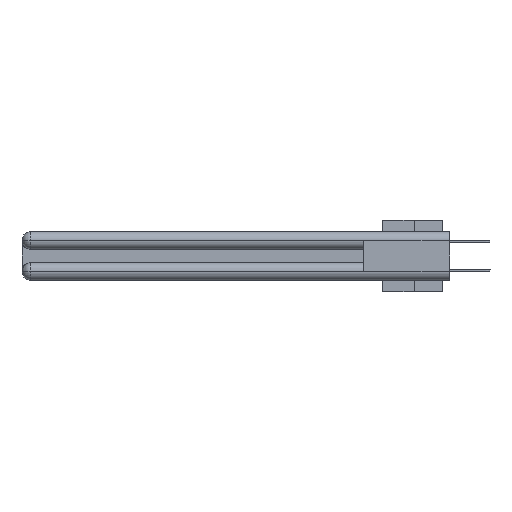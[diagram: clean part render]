
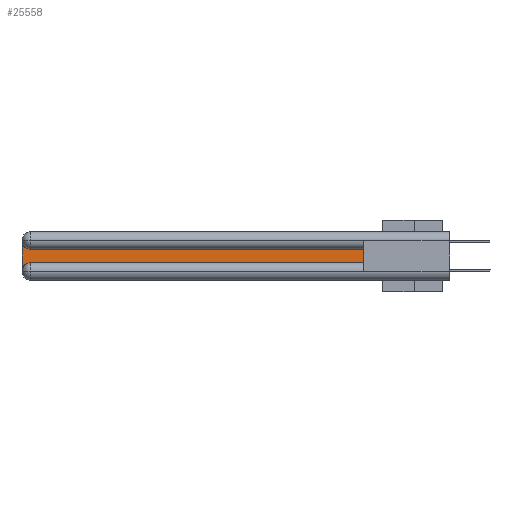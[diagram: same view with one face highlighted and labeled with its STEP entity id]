
A CAD part, left-side view. The second image highlights one B-rep face of the part: STEP entity #25558.
In plain terms, the highlighted planar face has unit normal (-1, 0, 0).
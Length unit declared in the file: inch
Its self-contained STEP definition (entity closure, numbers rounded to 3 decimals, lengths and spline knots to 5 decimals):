
#41 = ORIENTED_EDGE ( 'NONE', *, *, #4052, .T. ) ;
#580 = DIRECTION ( 'NONE',  ( 0., 1., 0. ) ) ;
#794 = LINE ( 'NONE', #20452, #26619 ) ;
#1233 = EDGE_CURVE ( 'NONE', #21123, #29401, #30403, .T. ) ;
#1848 = DIRECTION ( 'NONE',  ( 0., -1., 0. ) ) ;
#1849 = LINE ( 'NONE', #16093, #18234 ) ;
#2523 = DIRECTION ( 'NONE',  ( 0., 0., -1. ) ) ;
#2531 = EDGE_CURVE ( 'NONE', #28949, #28853, #1849, .T. ) ;
#4052 = EDGE_CURVE ( 'NONE', #28853, #12395, #4107, .T. ) ;
#4107 = CIRCLE ( 'NONE', #21650, 0.06 ) ;
#4591 = DIRECTION ( 'NONE',  ( 0., 0., -1. ) ) ;
#4991 = FACE_OUTER_BOUND ( 'NONE', #13263, .T. ) ;
#5230 = CARTESIAN_POINT ( 'NONE',  ( 0.075, 2.94, -0.0625 ) ) ;
#6116 = CARTESIAN_POINT ( 'NONE',  ( 0.075, 0.6, -0.2175 ) ) ;
#7245 = LINE ( 'NONE', #21823, #23295 ) ;
#7643 = DIRECTION ( 'NONE',  ( 1., 0., 0. ) ) ;
#9001 = AXIS2_PLACEMENT_3D ( 'NONE', #5230, #7643, #2523 ) ;
#10186 = CARTESIAN_POINT ( 'NONE',  ( 0.075, 3., -0.0625 ) ) ;
#11392 = AXIS2_PLACEMENT_3D ( 'NONE', #32163, #14496, #32073 ) ;
#11869 = EDGE_CURVE ( 'NONE', #20371, #28949, #15111, .T. ) ;
#12108 = CARTESIAN_POINT ( 'NONE',  ( 0.075, 2.94, -0.2775 ) ) ;
#12395 = VERTEX_POINT ( 'NONE', #26980 ) ;
#13160 = EDGE_CURVE ( 'NONE', #12395, #21123, #7245, .T. ) ;
#13263 = EDGE_LOOP ( 'NONE', ( #23918, #24956, #28250, #41, #31413, #15766 ) ) ;
#14496 = DIRECTION ( 'NONE',  ( 1., 0., 0. ) ) ;
#15111 = CIRCLE ( 'NONE', #9001, 0.06 ) ;
#15766 = ORIENTED_EDGE ( 'NONE', *, *, #1233, .T. ) ;
#16093 = CARTESIAN_POINT ( 'NONE',  ( 0.075, 3., -0.2175 ) ) ;
#17204 = DIRECTION ( 'NONE',  ( 0., 0., 1. ) ) ;
#17922 = VECTOR ( 'NONE', #17204, 39.37008 ) ;
#18234 = VECTOR ( 'NONE', #21126, 39.37008 ) ;
#20156 = CARTESIAN_POINT ( 'NONE',  ( 0.075, 3., -0.2775 ) ) ;
#20371 = VERTEX_POINT ( 'NONE', #31547 ) ;
#20452 = CARTESIAN_POINT ( 'NONE',  ( 0.075, 0.6, -0.1225 ) ) ;
#21123 = VERTEX_POINT ( 'NONE', #6116 ) ;
#21126 = DIRECTION ( 'NONE',  ( 0., 0., -1. ) ) ;
#21650 = AXIS2_PLACEMENT_3D ( 'NONE', #12108, #29454, #4591 ) ;
#21823 = CARTESIAN_POINT ( 'NONE',  ( 0.075, 0.6, -0.2175 ) ) ;
#23295 = VECTOR ( 'NONE', #1848, 39.37008 ) ;
#23918 = ORIENTED_EDGE ( 'NONE', *, *, #30249, .T. ) ;
#24750 = CARTESIAN_POINT ( 'NONE',  ( 0.075, 0.6, -0.2175 ) ) ;
#24956 = ORIENTED_EDGE ( 'NONE', *, *, #11869, .T. ) ;
#25558 = ADVANCED_FACE ( 'NONE', ( #4991 ), #29770, .F. ) ;
#26619 = VECTOR ( 'NONE', #580, 39.37008 ) ;
#26980 = CARTESIAN_POINT ( 'NONE',  ( 0.075, 2.94, -0.2175 ) ) ;
#28250 = ORIENTED_EDGE ( 'NONE', *, *, #2531, .T. ) ;
#28853 = VERTEX_POINT ( 'NONE', #20156 ) ;
#28949 = VERTEX_POINT ( 'NONE', #10186 ) ;
#29401 = VERTEX_POINT ( 'NONE', #30035 ) ;
#29454 = DIRECTION ( 'NONE',  ( 1., 0., 0. ) ) ;
#29770 = PLANE ( 'NONE',  #11392 ) ;
#30035 = CARTESIAN_POINT ( 'NONE',  ( 0.075, 0.6, -0.1225 ) ) ;
#30249 = EDGE_CURVE ( 'NONE', #29401, #20371, #794, .T. ) ;
#30403 = LINE ( 'NONE', #24750, #17922 ) ;
#31413 = ORIENTED_EDGE ( 'NONE', *, *, #13160, .T. ) ;
#31547 = CARTESIAN_POINT ( 'NONE',  ( 0.075, 2.94, -0.1225 ) ) ;
#32073 = DIRECTION ( 'NONE',  ( 0., 0., -1. ) ) ;
#32163 = CARTESIAN_POINT ( 'NONE',  ( 0.075, 3., -0.1225 ) ) ;
